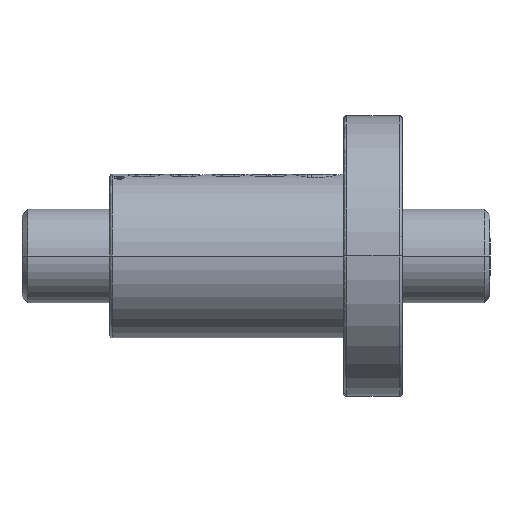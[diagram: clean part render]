
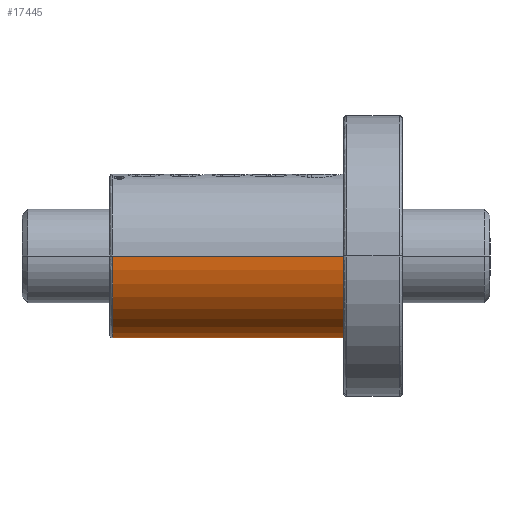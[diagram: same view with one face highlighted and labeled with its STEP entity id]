
A CAD part, front view. The second image highlights one B-rep face of the part: STEP entity #17445.
In plain terms, the highlighted cylindrical face has radius 14 mm (diameter 28 mm), a partial arc.
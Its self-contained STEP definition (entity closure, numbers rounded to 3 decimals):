
#1137 = CARTESIAN_POINT ( 'NONE',  ( -64.5, 14., 0. ) ) ;
#1308 = FACE_OUTER_BOUND ( 'NONE', #12865, .T. ) ;
#2850 = VECTOR ( 'NONE', #17218, 1000. ) ;
#3424 = LINE ( 'NONE', #13731, #12445 ) ;
#3454 = EDGE_CURVE ( 'NONE', #8292, #11491, #3544, .T. ) ;
#3544 = CIRCLE ( 'NONE', #12034, 14. ) ;
#3667 = DIRECTION ( 'NONE',  ( 0., 1., 0. ) ) ;
#4629 = DIRECTION ( 'NONE',  ( 0., 1., 0. ) ) ;
#4835 = AXIS2_PLACEMENT_3D ( 'NONE', #16836, #7635, #3667 ) ;
#5694 = VERTEX_POINT ( 'NONE', #13441 ) ;
#5809 = CARTESIAN_POINT ( 'NONE',  ( -25., -14., 0. ) ) ;
#5943 = AXIS2_PLACEMENT_3D ( 'NONE', #23951, #16476, #18361 ) ;
#7635 = DIRECTION ( 'NONE',  ( -1., 0., 0. ) ) ;
#8292 = VERTEX_POINT ( 'NONE', #18960 ) ;
#8429 = ORIENTED_EDGE ( 'NONE', *, *, #9323, .T. ) ;
#9323 = EDGE_CURVE ( 'NONE', #5694, #20689, #20534, .T. ) ;
#11491 = VERTEX_POINT ( 'NONE', #1137 ) ;
#12034 = AXIS2_PLACEMENT_3D ( 'NONE', #13887, #21075, #4629 ) ;
#12445 = VECTOR ( 'NONE', #13472, 1000. ) ;
#12865 = EDGE_LOOP ( 'NONE', ( #22743, #20319, #14003, #8429 ) ) ;
#13058 = CARTESIAN_POINT ( 'NONE',  ( -70., -14., 0. ) ) ;
#13441 = CARTESIAN_POINT ( 'NONE',  ( -25., 14., 0. ) ) ;
#13472 = DIRECTION ( 'NONE',  ( 1., 0., 0. ) ) ;
#13731 = CARTESIAN_POINT ( 'NONE',  ( -70., 14., 0. ) ) ;
#13887 = CARTESIAN_POINT ( 'NONE',  ( -64.5, 0., 0. ) ) ;
#14003 = ORIENTED_EDGE ( 'NONE', *, *, #16291, .T. ) ;
#14250 = LINE ( 'NONE', #13058, #2850 ) ;
#15337 = EDGE_CURVE ( 'NONE', #8292, #20689, #14250, .T. ) ;
#16291 = EDGE_CURVE ( 'NONE', #11491, #5694, #3424, .T. ) ;
#16476 = DIRECTION ( 'NONE',  ( 1., 0., 0. ) ) ;
#16836 = CARTESIAN_POINT ( 'NONE',  ( -25., 0., 0. ) ) ;
#17218 = DIRECTION ( 'NONE',  ( 1., 0., 0. ) ) ;
#17445 = ADVANCED_FACE ( 'NONE', ( #1308 ), #20583, .T. ) ;
#18361 = DIRECTION ( 'NONE',  ( 0., 1., 0. ) ) ;
#18960 = CARTESIAN_POINT ( 'NONE',  ( -64.5, -14., 0. ) ) ;
#20319 = ORIENTED_EDGE ( 'NONE', *, *, #3454, .T. ) ;
#20534 = CIRCLE ( 'NONE', #4835, 14. ) ;
#20583 = CYLINDRICAL_SURFACE ( 'NONE', #5943, 14. ) ;
#20689 = VERTEX_POINT ( 'NONE', #5809 ) ;
#21075 = DIRECTION ( 'NONE',  ( 1., 0., 0. ) ) ;
#22743 = ORIENTED_EDGE ( 'NONE', *, *, #15337, .F. ) ;
#23951 = CARTESIAN_POINT ( 'NONE',  ( -70., 0., 0. ) ) ;
